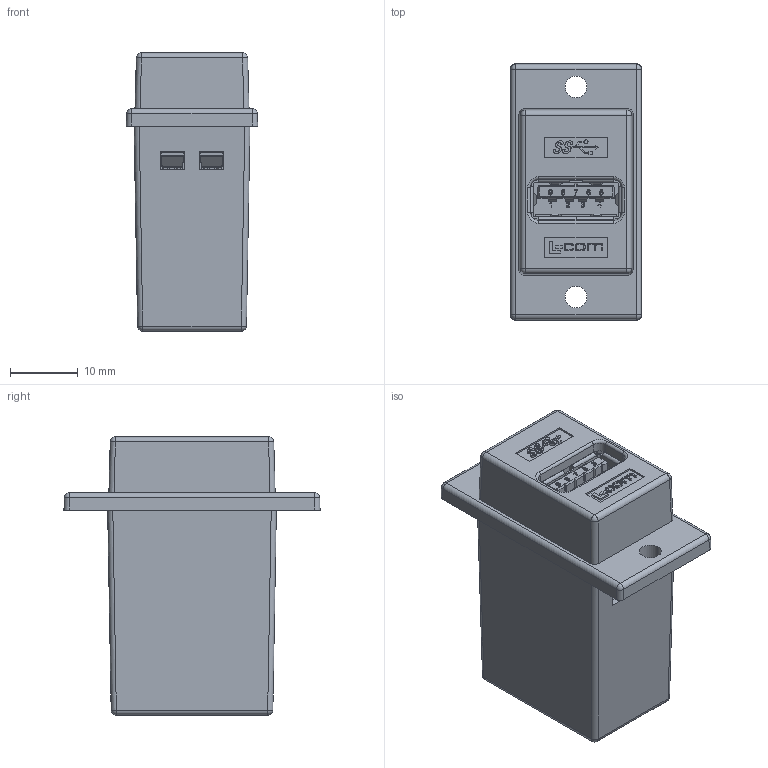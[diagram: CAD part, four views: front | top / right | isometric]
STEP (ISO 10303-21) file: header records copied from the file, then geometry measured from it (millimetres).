
FILE_DESCRIPTION (( 'STEP AP203' ), '1' );
FILE_NAME ('ECF504-3AB.STEP', '2021-04-27T03:12:47', ( '' ), ( '' ), 'SwSTEP 2.0', 'SolidWorks 2020', '' );
FILE_SCHEMA (( 'CONFIG_CONTROL_DESIGN' ));
Products named in the file (1): ECF504-3AB
Bounding box: 19.4 x 37.8 x 41.06 mm (x, y, z)
Volume: 9973.1 mm3; surface area: 14613.9 mm2
Topology: 15 solids, 15 shells, 2927 faces, 7880 edges, 5150 vertices
Faces by surface type: plane 1761, cylinder 598, bspline 498, torus 40, cone 16, sphere 14
Entity records: 117363 total; most frequent: CARTESIAN_POINT 46878, ORIENTED_EDGE 15740, DIRECTION 12554, EDGE_CURVE 7870, LINE 5584, VECTOR 5584, VERTEX_POINT 5150, AXIS2_PLACEMENT_3D 3485
